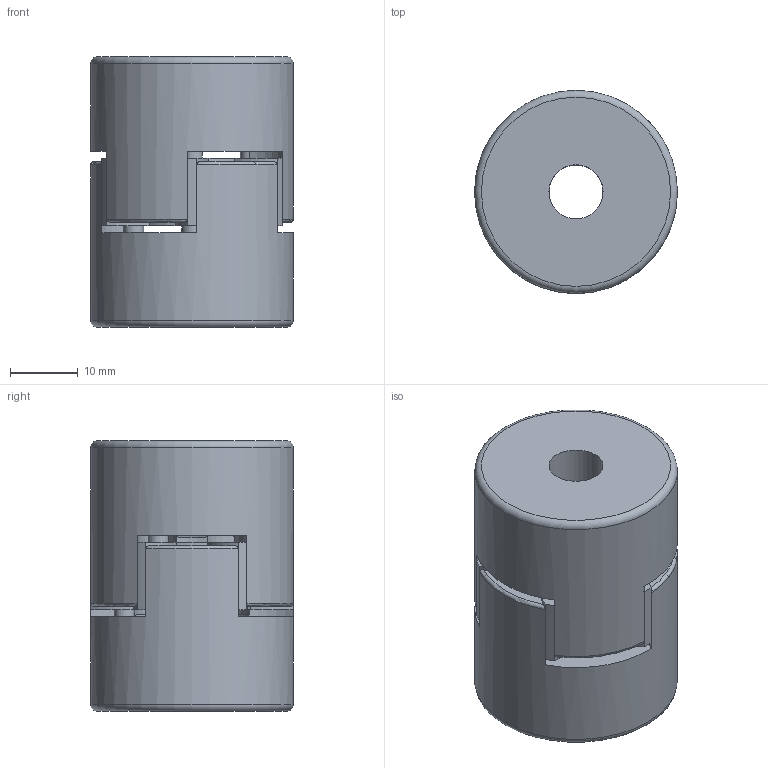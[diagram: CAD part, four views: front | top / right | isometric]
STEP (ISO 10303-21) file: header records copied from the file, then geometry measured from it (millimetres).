
FILE_DESCRIPTION(/* description */ (''),/* implementation_level */ '2;1');
FILE_NAME(/* name */ '3040-80-80.step',/* time_stamp */ '2023-01-20T14:25:12+01:00',/* author */ (''),/* organization */ (''),/* preprocessor_version */ 'ST-DEVELOPER v19.2',/* originating_system */ 'Autodesk Translation Framework v11.17.0.187',/* authorisation */ '');
FILE_SCHEMA (('AUTOMOTIVE_DESIGN { 1 0 10303 214 3 1 1 }'));
Length unit declared in the file: millimetre
Products named in the file (1): 3040-80-80_Kundenversion
Bounding box: 30 x 30 x 40 mm (x, y, z)
Volume: 24093.2 mm3; surface area: 10076.2 mm2
Topology: 3 solids, 3 shells, 85 faces, 219 edges, 146 vertices
Faces by surface type: cylinder 53, plane 18, torus 14
Full cylindrical faces by diameter (mm): 3 x6, 8 x2, 14.2 x1, 30 x2
Entity records: 2918 total; most frequent: CARTESIAN_POINT 691, DIRECTION 503, ORIENTED_EDGE 438, AXIS2_PLACEMENT_3D 222, EDGE_CURVE 219, VERTEX_POINT 146, CIRCLE 136, EDGE_LOOP 97
